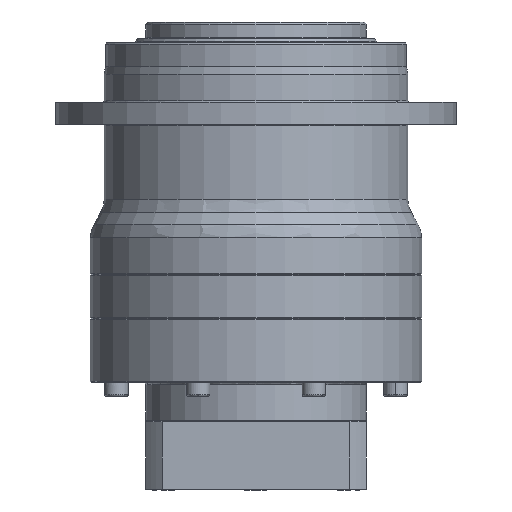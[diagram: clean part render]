
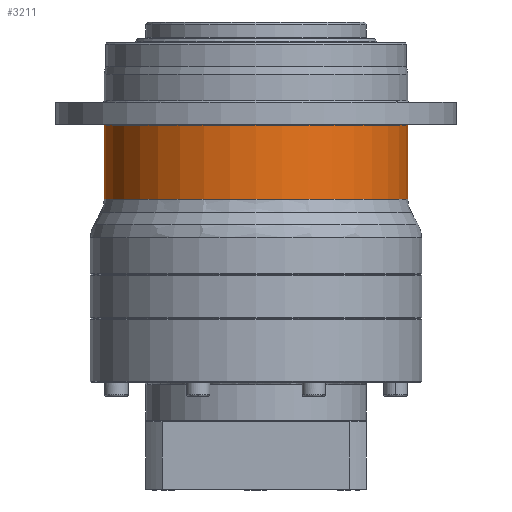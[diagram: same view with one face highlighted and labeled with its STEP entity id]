
A CAD part, front view. The second image highlights one B-rep face of the part: STEP entity #3211.
In plain terms, the highlighted cylindrical face has radius 55 mm (diameter 110 mm), a partial arc.
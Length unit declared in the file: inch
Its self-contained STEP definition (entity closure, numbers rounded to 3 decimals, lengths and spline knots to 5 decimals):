
#393 = CARTESIAN_POINT ( 'NONE',  ( -2.16535, 0., -1.48976 ) ) ;
#564 = LINE ( 'NONE', #393, #3726 ) ;
#865 = ORIENTED_EDGE ( 'NONE', *, *, #16285, .T. ) ;
#1203 = CARTESIAN_POINT ( 'NONE',  ( 2.16535, 0., -1.48976 ) ) ;
#1857 = ORIENTED_EDGE ( 'NONE', *, *, #2147, .T. ) ;
#1995 = VERTEX_POINT ( 'NONE', #3006 ) ;
#2091 = DIRECTION ( 'NONE',  ( 1., 0., 0. ) ) ;
#2147 = EDGE_CURVE ( 'NONE', #8868, #3584, #9092, .T. ) ;
#2251 = FACE_OUTER_BOUND ( 'NONE', #4897, .T. ) ;
#2905 = VECTOR ( 'NONE', #13987, 39.37008 ) ;
#3006 = CARTESIAN_POINT ( 'NONE',  ( -2.16535, 0., -0.33071 ) ) ;
#3211 = ADVANCED_FACE ( 'NONE', ( #2251 ), #3699, .T. ) ;
#3450 = DIRECTION ( 'NONE',  ( 0., 0., 1. ) ) ;
#3584 = VERTEX_POINT ( 'NONE', #10320 ) ;
#3699 = CYLINDRICAL_SURFACE ( 'NONE', #4748, 2.16535 ) ;
#3726 = VECTOR ( 'NONE', #11997, 39.37008 ) ;
#3924 = CARTESIAN_POINT ( 'NONE',  ( 0., 0., -1.38426 ) ) ;
#4497 = ORIENTED_EDGE ( 'NONE', *, *, #16742, .T. ) ;
#4646 = ORIENTED_EDGE ( 'NONE', *, *, #12207, .F. ) ;
#4748 = AXIS2_PLACEMENT_3D ( 'NONE', #12656, #3450, #2091 ) ;
#4897 = EDGE_LOOP ( 'NONE', ( #4646, #1857, #4497, #865 ) ) ;
#5427 = CARTESIAN_POINT ( 'NONE',  ( 2.16535, 0., -0.33071 ) ) ;
#5879 = CIRCLE ( 'NONE', #11340, 2.16535 ) ;
#6194 = DIRECTION ( 'NONE',  ( 0., 0., -1. ) ) ;
#8868 = VERTEX_POINT ( 'NONE', #11028 ) ;
#9092 = CIRCLE ( 'NONE', #16694, 2.16535 ) ;
#10320 = CARTESIAN_POINT ( 'NONE',  ( 2.16535, 0., -1.38426 ) ) ;
#10496 = LINE ( 'NONE', #1203, #2905 ) ;
#11028 = CARTESIAN_POINT ( 'NONE',  ( -2.16535, 0., -1.38426 ) ) ;
#11340 = AXIS2_PLACEMENT_3D ( 'NONE', #12838, #6194, #15145 ) ;
#11997 = DIRECTION ( 'NONE',  ( 0., 0., 1. ) ) ;
#12207 = EDGE_CURVE ( 'NONE', #8868, #1995, #564, .T. ) ;
#12656 = CARTESIAN_POINT ( 'NONE',  ( 0., 0., -1.48976 ) ) ;
#12722 = DIRECTION ( 'NONE',  ( 1., 0., 0. ) ) ;
#12803 = DIRECTION ( 'NONE',  ( 0., 0., 1. ) ) ;
#12838 = CARTESIAN_POINT ( 'NONE',  ( 0., 0., -0.33071 ) ) ;
#13031 = VERTEX_POINT ( 'NONE', #5427 ) ;
#13987 = DIRECTION ( 'NONE',  ( 0., 0., 1. ) ) ;
#15145 = DIRECTION ( 'NONE',  ( 1., 0., 0. ) ) ;
#16285 = EDGE_CURVE ( 'NONE', #13031, #1995, #5879, .T. ) ;
#16694 = AXIS2_PLACEMENT_3D ( 'NONE', #3924, #12803, #12722 ) ;
#16742 = EDGE_CURVE ( 'NONE', #3584, #13031, #10496, .T. ) ;
